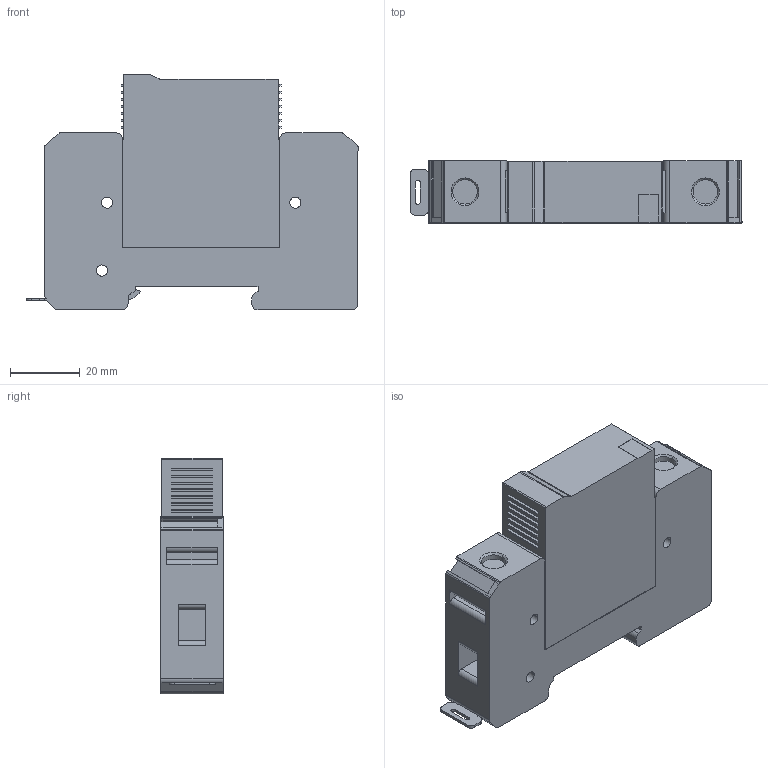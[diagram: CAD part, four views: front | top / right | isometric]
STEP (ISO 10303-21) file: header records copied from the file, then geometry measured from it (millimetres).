
FILE_DESCRIPTION(('Creo Elements/Direct Modeling STEP Export'),'2;1');
FILE_NAME('DS41-230.stp','2017-11-24T 8:39:10',(''),(''),'Creo Elements/Direct Modeling STEP processor for AP214 (Solid Model)','Creo Elements/Direct Modeling 20.0AP0401 12-May-2017 (C) Parametric Technology GmbH','');
FILE_SCHEMA(('AUTOMOTIVE_DESIGN { 1 0 10303 214 1 1 1 1 }'));
Length unit declared in the file: millimetre
Products named in the file (1): DS41-230
Bounding box: 95.29 x 17.8 x 67.7 mm (x, y, z)
Volume: 84742.6 mm3; surface area: 18890.8 mm2
Topology: 1 solids, 1 shells, 223 faces, 594 edges, 393 vertices
Faces by surface type: plane 168, cylinder 51, cone 4
Entity records: 6684 total; most frequent: ORIENTED_EDGE 1188, CARTESIAN_POINT 1160, DIRECTION 1065, EDGE_CURVE 594, VECTOR 469, LINE 469, VERTEX_POINT 393, AXIS2_PLACEMENT_3D 298
